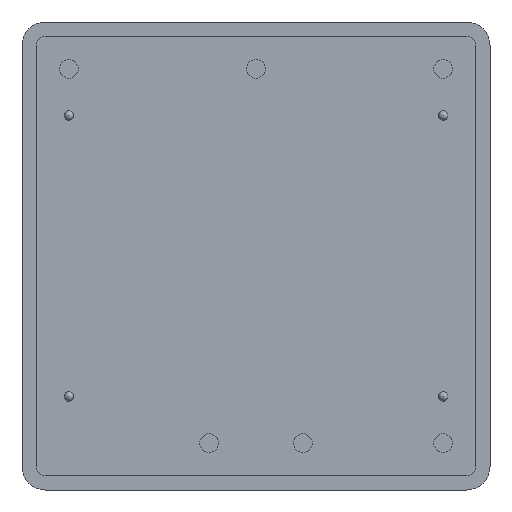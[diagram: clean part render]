
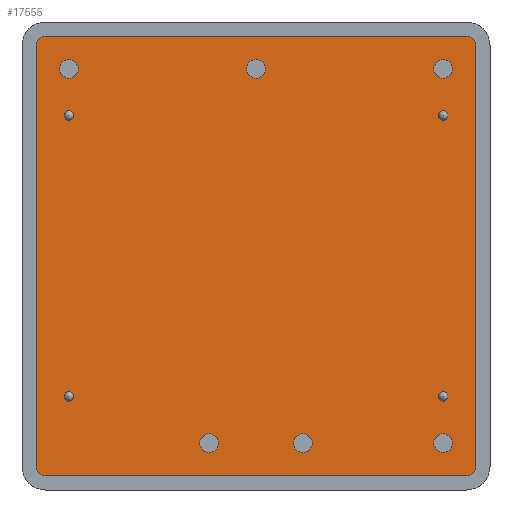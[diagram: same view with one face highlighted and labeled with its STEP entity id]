
A CAD part, front view. The second image highlights one B-rep face of the part: STEP entity #17555.
In plain terms, the highlighted planar face has unit normal (0, -1, 0).
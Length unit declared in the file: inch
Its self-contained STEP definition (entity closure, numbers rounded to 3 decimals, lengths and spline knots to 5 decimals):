
#104=CIRCLE('',#18195,0.01);
#106=CIRCLE('',#18198,0.01);
#108=CIRCLE('',#18201,0.01);
#110=CIRCLE('',#18204,0.01);
#112=CIRCLE('',#18207,0.02);
#114=CIRCLE('',#18211,0.02);
#116=CIRCLE('',#18215,0.02);
#118=CIRCLE('',#18219,0.02);
#202=FACE_BOUND('',#3259,.T.);
#203=FACE_BOUND('',#3260,.T.);
#204=FACE_BOUND('',#3261,.T.);
#205=FACE_BOUND('',#3262,.T.);
#2235=FACE_OUTER_BOUND('',#3258,.T.);
#3258=EDGE_LOOP('',(#15900,#15901,#15902,#15903,#15904,#15905,#15906,#15907));
#3259=EDGE_LOOP('',(#15908));
#3260=EDGE_LOOP('',(#15909));
#3261=EDGE_LOOP('',(#15910));
#3262=EDGE_LOOP('',(#15911));
#4970=LINE('',#32163,#6691);
#4974=LINE('',#32175,#6695);
#4978=LINE('',#32187,#6699);
#4982=LINE('',#32198,#6703);
#6691=VECTOR('',#21181,39.37008);
#6695=VECTOR('',#21193,39.37008);
#6699=VECTOR('',#21205,39.37008);
#6703=VECTOR('',#21217,39.37008);
#8355=VERTEX_POINT('',#32133);
#8357=VERTEX_POINT('',#32138);
#8359=VERTEX_POINT('',#32143);
#8361=VERTEX_POINT('',#32148);
#8363=VERTEX_POINT('',#32153);
#8364=VERTEX_POINT('',#32154);
#8367=VERTEX_POINT('',#32162);
#8369=VERTEX_POINT('',#32168);
#8371=VERTEX_POINT('',#32174);
#8373=VERTEX_POINT('',#32180);
#8375=VERTEX_POINT('',#32186);
#8377=VERTEX_POINT('',#32192);
#10858=EDGE_CURVE('',#8355,#8355,#104,.T.);
#10860=EDGE_CURVE('',#8357,#8357,#106,.T.);
#10862=EDGE_CURVE('',#8359,#8359,#108,.T.);
#10864=EDGE_CURVE('',#8361,#8361,#110,.T.);
#10866=EDGE_CURVE('',#8363,#8364,#112,.T.);
#10870=EDGE_CURVE('',#8367,#8363,#4970,.T.);
#10873=EDGE_CURVE('',#8369,#8367,#114,.T.);
#10876=EDGE_CURVE('',#8371,#8369,#4974,.T.);
#10879=EDGE_CURVE('',#8373,#8371,#116,.T.);
#10882=EDGE_CURVE('',#8375,#8373,#4978,.T.);
#10885=EDGE_CURVE('',#8377,#8375,#118,.T.);
#10888=EDGE_CURVE('',#8364,#8377,#4982,.T.);
#15900=ORIENTED_EDGE('',*,*,#10866,.T.);
#15901=ORIENTED_EDGE('',*,*,#10888,.T.);
#15902=ORIENTED_EDGE('',*,*,#10885,.T.);
#15903=ORIENTED_EDGE('',*,*,#10882,.T.);
#15904=ORIENTED_EDGE('',*,*,#10879,.T.);
#15905=ORIENTED_EDGE('',*,*,#10876,.T.);
#15906=ORIENTED_EDGE('',*,*,#10873,.T.);
#15907=ORIENTED_EDGE('',*,*,#10870,.T.);
#15908=ORIENTED_EDGE('',*,*,#10858,.F.);
#15909=ORIENTED_EDGE('',*,*,#10860,.F.);
#15910=ORIENTED_EDGE('',*,*,#10862,.F.);
#15911=ORIENTED_EDGE('',*,*,#10864,.F.);
#16455=PLANE('',#18223);
#17555=ADVANCED_FACE('',(#2235,#202,#203,#204,#205),#16455,.F.);
#18195=AXIS2_PLACEMENT_3D('',#32134,#21149,#21150);
#18198=AXIS2_PLACEMENT_3D('',#32139,#21155,#21156);
#18201=AXIS2_PLACEMENT_3D('',#32144,#21161,#21162);
#18204=AXIS2_PLACEMENT_3D('',#32149,#21167,#21168);
#18207=AXIS2_PLACEMENT_3D('',#32155,#21173,#21174);
#18211=AXIS2_PLACEMENT_3D('',#32169,#21186,#21187);
#18215=AXIS2_PLACEMENT_3D('',#32181,#21198,#21199);
#18219=AXIS2_PLACEMENT_3D('',#32193,#21210,#21211);
#18223=AXIS2_PLACEMENT_3D('',#32201,#21221,#21222);
#21149=DIRECTION('center_axis',(0.,-1.,0.));
#21150=DIRECTION('ref_axis',(0.,0.,1.));
#21155=DIRECTION('center_axis',(0.,-1.,0.));
#21156=DIRECTION('ref_axis',(0.,0.,1.));
#21161=DIRECTION('center_axis',(0.,-1.,0.));
#21162=DIRECTION('ref_axis',(0.,0.,1.));
#21167=DIRECTION('center_axis',(0.,-1.,0.));
#21168=DIRECTION('ref_axis',(0.,0.,1.));
#21173=DIRECTION('center_axis',(0.,-1.,0.));
#21174=DIRECTION('ref_axis',(0.,0.,1.));
#21181=DIRECTION('',(0.,0.,-1.));
#21186=DIRECTION('center_axis',(0.,-1.,0.));
#21187=DIRECTION('ref_axis',(0.,0.,-1.));
#21193=DIRECTION('',(-1.,0.,0.));
#21198=DIRECTION('center_axis',(0.,-1.,0.));
#21199=DIRECTION('ref_axis',(0.,0.,-1.));
#21205=DIRECTION('',(0.,0.,1.));
#21210=DIRECTION('center_axis',(0.,-1.,0.));
#21211=DIRECTION('ref_axis',(0.,0.,1.));
#21217=DIRECTION('',(1.,0.,0.));
#21221=DIRECTION('center_axis',(0.,1.,0.));
#21222=DIRECTION('ref_axis',(0.,0.,1.));
#32133=CARTESIAN_POINT('',(0.4,0.01,0.31));
#32134=CARTESIAN_POINT('Origin',(0.4,0.01,0.3));
#32138=CARTESIAN_POINT('',(0.4,0.01,-0.29));
#32139=CARTESIAN_POINT('Origin',(0.4,0.01,-0.3));
#32143=CARTESIAN_POINT('',(-0.4,0.01,0.31));
#32144=CARTESIAN_POINT('Origin',(-0.4,0.01,0.3));
#32148=CARTESIAN_POINT('',(-0.4,0.01,-0.29));
#32149=CARTESIAN_POINT('Origin',(-0.4,0.01,-0.3));
#32153=CARTESIAN_POINT('',(-0.47,0.01,-0.45));
#32154=CARTESIAN_POINT('',(-0.45,0.01,-0.47));
#32155=CARTESIAN_POINT('Origin',(-0.45,0.01,-0.45));
#32162=CARTESIAN_POINT('',(-0.47,0.01,0.45));
#32163=CARTESIAN_POINT('',(-0.47,0.01,-0.45));
#32168=CARTESIAN_POINT('',(-0.45,0.01,0.47));
#32169=CARTESIAN_POINT('Origin',(-0.45,0.01,0.45));
#32174=CARTESIAN_POINT('',(0.45,0.01,0.47));
#32175=CARTESIAN_POINT('',(0.45,0.01,0.47));
#32180=CARTESIAN_POINT('',(0.47,0.01,0.45));
#32181=CARTESIAN_POINT('Origin',(0.45,0.01,0.45));
#32186=CARTESIAN_POINT('',(0.47,0.01,-0.45));
#32187=CARTESIAN_POINT('',(0.47,0.01,-0.45));
#32192=CARTESIAN_POINT('',(0.45,0.01,-0.47));
#32193=CARTESIAN_POINT('Origin',(0.45,0.01,-0.45));
#32198=CARTESIAN_POINT('',(0.45,0.01,-0.47));
#32201=CARTESIAN_POINT('Origin',(-0.45,0.01,-0.45));
